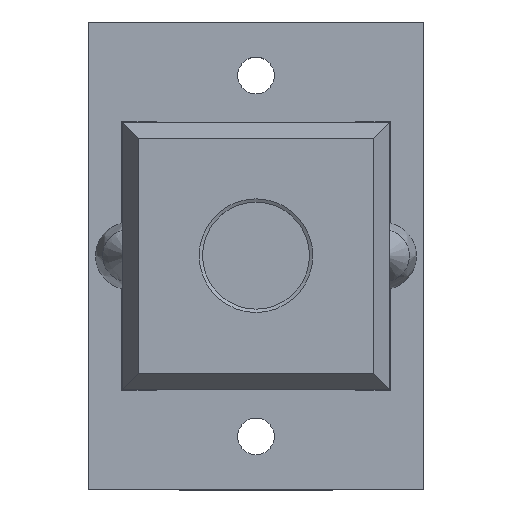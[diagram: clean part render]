
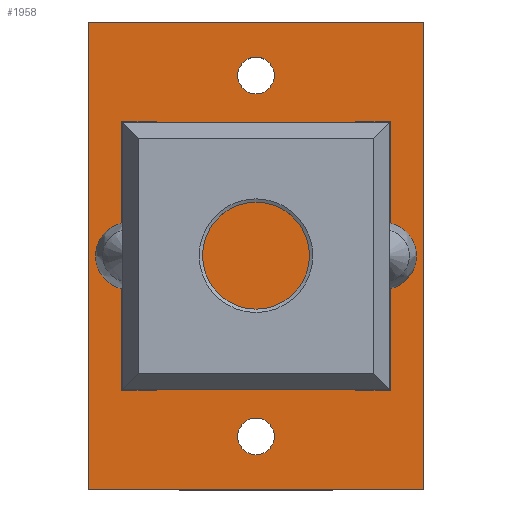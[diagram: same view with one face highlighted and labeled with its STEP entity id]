
A CAD part, top view. The second image highlights one B-rep face of the part: STEP entity #1958.
In plain terms, the highlighted planar face has unit normal (0, 0, 1).
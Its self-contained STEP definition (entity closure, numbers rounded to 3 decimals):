
#38=FACE_BOUND('',#245,.T.);
#39=FACE_BOUND('',#246,.T.);
#40=FACE_BOUND('',#247,.T.);
#41=FACE_BOUND('',#248,.T.);
#55=PLANE('',#2076);
#137=FACE_OUTER_BOUND('',#244,.T.);
#244=EDGE_LOOP('',(#1397,#1398,#1399,#1400));
#245=EDGE_LOOP('',(#1401));
#246=EDGE_LOOP('',(#1402));
#247=EDGE_LOOP('',(#1403,#1404,#1405,#1406,#1407,#1408,#1409,#1410,#1411,
#1412,#1413,#1414,#1415));
#248=EDGE_LOOP('',(#1416,#1417,#1418,#1419,#1420,#1421,#1422,#1423,#1424,
#1425,#1426,#1427,#1428));
#370=LINE('',#2799,#603);
#375=LINE('',#2810,#608);
#377=LINE('',#2815,#610);
#378=LINE('',#2817,#611);
#379=LINE('',#2819,#612);
#380=LINE('',#2820,#613);
#381=LINE('',#2831,#614);
#382=LINE('',#2833,#615);
#383=LINE('',#2835,#616);
#384=LINE('',#2837,#617);
#385=LINE('',#2839,#618);
#386=LINE('',#2843,#619);
#387=LINE('',#2845,#620);
#388=LINE('',#2847,#621);
#389=LINE('',#2849,#622);
#390=LINE('',#2850,#623);
#391=LINE('',#2852,#624);
#392=LINE('',#2854,#625);
#393=LINE('',#2855,#626);
#394=LINE('',#2857,#627);
#395=LINE('',#2859,#628);
#396=LINE('',#2861,#629);
#397=LINE('',#2863,#630);
#398=LINE('',#2864,#631);
#603=VECTOR('',#2260,10.);
#608=VECTOR('',#2269,10.);
#610=VECTOR('',#2273,10.);
#611=VECTOR('',#2274,10.);
#612=VECTOR('',#2275,10.);
#613=VECTOR('',#2276,10.);
#614=VECTOR('',#2285,10.);
#615=VECTOR('',#2286,10.);
#616=VECTOR('',#2287,10.);
#617=VECTOR('',#2288,10.);
#618=VECTOR('',#2289,10.);
#619=VECTOR('',#2292,10.);
#620=VECTOR('',#2293,10.);
#621=VECTOR('',#2294,10.);
#622=VECTOR('',#2295,10.);
#623=VECTOR('',#2296,10.);
#624=VECTOR('',#2297,10.);
#625=VECTOR('',#2298,10.);
#626=VECTOR('',#2299,10.);
#627=VECTOR('',#2300,10.);
#628=VECTOR('',#2301,10.);
#629=VECTOR('',#2302,10.);
#630=VECTOR('',#2303,10.);
#631=VECTOR('',#2304,10.);
#823=CIRCLE('',#2068,1.75);
#825=CIRCLE('',#2070,1.75);
#827=CIRCLE('',#2072,1.75);
#828=CIRCLE('',#2077,2.75);
#829=CIRCLE('',#2078,2.75);
#830=CIRCLE('',#2079,1.75);
#831=CIRCLE('',#2080,1.75);
#832=CIRCLE('',#2081,1.75);
#879=VERTEX_POINT('',#2775);
#880=VERTEX_POINT('',#2777);
#883=VERTEX_POINT('',#2783);
#884=VERTEX_POINT('',#2785);
#887=VERTEX_POINT('',#2791);
#889=VERTEX_POINT('',#2797);
#893=VERTEX_POINT('',#2809);
#894=VERTEX_POINT('',#2813);
#895=VERTEX_POINT('',#2814);
#896=VERTEX_POINT('',#2816);
#897=VERTEX_POINT('',#2818);
#898=VERTEX_POINT('',#2821);
#899=VERTEX_POINT('',#2823);
#900=VERTEX_POINT('',#2825);
#901=VERTEX_POINT('',#2826);
#902=VERTEX_POINT('',#2828);
#903=VERTEX_POINT('',#2830);
#904=VERTEX_POINT('',#2832);
#905=VERTEX_POINT('',#2834);
#906=VERTEX_POINT('',#2836);
#907=VERTEX_POINT('',#2838);
#908=VERTEX_POINT('',#2840);
#909=VERTEX_POINT('',#2842);
#910=VERTEX_POINT('',#2844);
#911=VERTEX_POINT('',#2846);
#912=VERTEX_POINT('',#2848);
#913=VERTEX_POINT('',#2851);
#914=VERTEX_POINT('',#2853);
#915=VERTEX_POINT('',#2856);
#916=VERTEX_POINT('',#2858);
#917=VERTEX_POINT('',#2860);
#918=VERTEX_POINT('',#2862);
#1075=EDGE_CURVE('',#880,#879,#823,.T.);
#1079=EDGE_CURVE('',#884,#883,#825,.T.);
#1083=EDGE_CURVE('',#879,#887,#827,.T.);
#1086=EDGE_CURVE('',#883,#889,#370,.T.);
#1091=EDGE_CURVE('',#893,#880,#375,.T.);
#1093=EDGE_CURVE('',#894,#895,#377,.T.);
#1094=EDGE_CURVE('',#895,#896,#378,.T.);
#1095=EDGE_CURVE('',#896,#897,#379,.T.);
#1096=EDGE_CURVE('',#897,#894,#380,.T.);
#1097=EDGE_CURVE('',#898,#898,#828,.T.);
#1098=EDGE_CURVE('',#899,#899,#829,.T.);
#1099=EDGE_CURVE('',#900,#901,#830,.T.);
#1100=EDGE_CURVE('',#901,#902,#831,.T.);
#1101=EDGE_CURVE('',#902,#903,#381,.T.);
#1102=EDGE_CURVE('',#903,#904,#382,.T.);
#1103=EDGE_CURVE('',#904,#905,#383,.T.);
#1104=EDGE_CURVE('',#905,#906,#384,.T.);
#1105=EDGE_CURVE('',#906,#907,#385,.T.);
#1106=EDGE_CURVE('',#907,#908,#832,.T.);
#1107=EDGE_CURVE('',#908,#909,#386,.T.);
#1108=EDGE_CURVE('',#909,#910,#387,.T.);
#1109=EDGE_CURVE('',#910,#911,#388,.T.);
#1110=EDGE_CURVE('',#911,#912,#389,.T.);
#1111=EDGE_CURVE('',#912,#900,#390,.T.);
#1112=EDGE_CURVE('',#889,#913,#391,.T.);
#1113=EDGE_CURVE('',#913,#914,#392,.T.);
#1114=EDGE_CURVE('',#914,#893,#393,.T.);
#1115=EDGE_CURVE('',#887,#915,#394,.T.);
#1116=EDGE_CURVE('',#915,#916,#395,.T.);
#1117=EDGE_CURVE('',#916,#917,#396,.T.);
#1118=EDGE_CURVE('',#917,#918,#397,.T.);
#1119=EDGE_CURVE('',#918,#884,#398,.T.);
#1397=ORIENTED_EDGE('',*,*,#1093,.T.);
#1398=ORIENTED_EDGE('',*,*,#1094,.T.);
#1399=ORIENTED_EDGE('',*,*,#1095,.T.);
#1400=ORIENTED_EDGE('',*,*,#1096,.T.);
#1401=ORIENTED_EDGE('',*,*,#1097,.T.);
#1402=ORIENTED_EDGE('',*,*,#1098,.T.);
#1403=ORIENTED_EDGE('',*,*,#1099,.T.);
#1404=ORIENTED_EDGE('',*,*,#1100,.T.);
#1405=ORIENTED_EDGE('',*,*,#1101,.T.);
#1406=ORIENTED_EDGE('',*,*,#1102,.T.);
#1407=ORIENTED_EDGE('',*,*,#1103,.T.);
#1408=ORIENTED_EDGE('',*,*,#1104,.T.);
#1409=ORIENTED_EDGE('',*,*,#1105,.T.);
#1410=ORIENTED_EDGE('',*,*,#1106,.T.);
#1411=ORIENTED_EDGE('',*,*,#1107,.T.);
#1412=ORIENTED_EDGE('',*,*,#1108,.T.);
#1413=ORIENTED_EDGE('',*,*,#1109,.T.);
#1414=ORIENTED_EDGE('',*,*,#1110,.T.);
#1415=ORIENTED_EDGE('',*,*,#1111,.T.);
#1416=ORIENTED_EDGE('',*,*,#1079,.T.);
#1417=ORIENTED_EDGE('',*,*,#1086,.T.);
#1418=ORIENTED_EDGE('',*,*,#1112,.T.);
#1419=ORIENTED_EDGE('',*,*,#1113,.T.);
#1420=ORIENTED_EDGE('',*,*,#1114,.T.);
#1421=ORIENTED_EDGE('',*,*,#1091,.T.);
#1422=ORIENTED_EDGE('',*,*,#1075,.T.);
#1423=ORIENTED_EDGE('',*,*,#1083,.T.);
#1424=ORIENTED_EDGE('',*,*,#1115,.T.);
#1425=ORIENTED_EDGE('',*,*,#1116,.T.);
#1426=ORIENTED_EDGE('',*,*,#1117,.T.);
#1427=ORIENTED_EDGE('',*,*,#1118,.T.);
#1428=ORIENTED_EDGE('',*,*,#1119,.T.);
#1958=ADVANCED_FACE('',(#137,#38,#39,#40,#41),#55,.F.);
#2068=AXIS2_PLACEMENT_3D('',#2778,#2242,#2243);
#2070=AXIS2_PLACEMENT_3D('',#2786,#2248,#2249);
#2072=AXIS2_PLACEMENT_3D('',#2793,#2254,#2255);
#2076=AXIS2_PLACEMENT_3D('',#2812,#2271,#2272);
#2077=AXIS2_PLACEMENT_3D('',#2822,#2277,#2278);
#2078=AXIS2_PLACEMENT_3D('',#2824,#2279,#2280);
#2079=AXIS2_PLACEMENT_3D('',#2827,#2281,#2282);
#2080=AXIS2_PLACEMENT_3D('',#2829,#2283,#2284);
#2081=AXIS2_PLACEMENT_3D('',#2841,#2290,#2291);
#2242=DIRECTION('center_axis',(0.,0.,-1.));
#2243=DIRECTION('ref_axis',(-1.,0.,0.));
#2248=DIRECTION('center_axis',(0.,0.,-1.));
#2249=DIRECTION('ref_axis',(-1.,0.,0.));
#2254=DIRECTION('center_axis',(0.,0.,-1.));
#2255=DIRECTION('ref_axis',(-1.,0.,0.));
#2260=DIRECTION('',(0.,1.,0.));
#2269=DIRECTION('',(0.,-1.,0.));
#2271=DIRECTION('center_axis',(0.,0.,-1.));
#2272=DIRECTION('ref_axis',(0.,-1.,0.));
#2273=DIRECTION('',(1.,0.,0.));
#2274=DIRECTION('',(0.,1.,0.));
#2275=DIRECTION('',(-1.,0.,0.));
#2276=DIRECTION('',(0.,-1.,0.));
#2277=DIRECTION('center_axis',(0.,0.,-1.));
#2278=DIRECTION('ref_axis',(0.,1.,0.));
#2279=DIRECTION('center_axis',(0.,0.,-1.));
#2280=DIRECTION('ref_axis',(0.,1.,0.));
#2281=DIRECTION('center_axis',(0.,0.,-1.));
#2282=DIRECTION('ref_axis',(-1.,0.,0.));
#2283=DIRECTION('center_axis',(0.,0.,-1.));
#2284=DIRECTION('ref_axis',(-1.,0.,0.));
#2285=DIRECTION('',(0.,-1.,0.));
#2286=DIRECTION('',(-1.,0.,0.));
#2287=DIRECTION('',(0.,1.,0.));
#2288=DIRECTION('',(1.,0.,0.));
#2289=DIRECTION('',(0.,1.,0.));
#2290=DIRECTION('center_axis',(0.,0.,-1.));
#2291=DIRECTION('ref_axis',(-1.,0.,0.));
#2292=DIRECTION('',(0.,1.,0.));
#2293=DIRECTION('',(-1.,0.,0.));
#2294=DIRECTION('',(0.,1.,0.));
#2295=DIRECTION('',(1.,0.,0.));
#2296=DIRECTION('',(0.,-1.,0.));
#2297=DIRECTION('',(1.,0.,0.));
#2298=DIRECTION('',(0.,-1.,0.));
#2299=DIRECTION('',(-1.,0.,0.));
#2300=DIRECTION('',(0.,-1.,0.));
#2301=DIRECTION('',(1.,0.,0.));
#2302=DIRECTION('',(0.,-1.,0.));
#2303=DIRECTION('',(-1.,0.,0.));
#2304=DIRECTION('',(0.,1.,0.));
#2775=CARTESIAN_POINT('',(2.75,110.,0.));
#2777=CARTESIAN_POINT('',(2.1,111.361,0.));
#2778=CARTESIAN_POINT('Origin',(1.,110.,0.));
#2783=CARTESIAN_POINT('',(-0.1,111.361,0.));
#2785=CARTESIAN_POINT('',(-0.1,108.639,0.));
#2786=CARTESIAN_POINT('Origin',(1.,110.,0.));
#2791=CARTESIAN_POINT('',(2.1,108.639,0.));
#2793=CARTESIAN_POINT('Origin',(1.,110.,0.));
#2797=CARTESIAN_POINT('',(-0.1,130.1,0.));
#2799=CARTESIAN_POINT('',(-0.1,112.5,0.));
#2809=CARTESIAN_POINT('',(2.1,127.9,0.));
#2810=CARTESIAN_POINT('',(2.1,112.5,0.));
#2812=CARTESIAN_POINT('Origin',(20.,110.,0.));
#2813=CARTESIAN_POINT('',(-5.,75.,0.));
#2814=CARTESIAN_POINT('',(45.,75.,0.));
#2815=CARTESIAN_POINT('',(20.,75.,0.));
#2816=CARTESIAN_POINT('',(45.,145.,0.));
#2817=CARTESIAN_POINT('',(45.,110.,0.));
#2818=CARTESIAN_POINT('',(-5.,145.,0.));
#2819=CARTESIAN_POINT('',(20.,145.,0.));
#2820=CARTESIAN_POINT('',(-5.,110.,0.));
#2821=CARTESIAN_POINT('',(20.,80.25,0.));
#2822=CARTESIAN_POINT('Origin',(20.,83.,0.));
#2823=CARTESIAN_POINT('',(20.,134.25,0.));
#2824=CARTESIAN_POINT('Origin',(20.,137.,0.));
#2825=CARTESIAN_POINT('',(40.1,111.361,0.));
#2826=CARTESIAN_POINT('',(40.75,110.,0.));
#2827=CARTESIAN_POINT('Origin',(39.,110.,0.));
#2828=CARTESIAN_POINT('',(40.1,108.639,0.));
#2829=CARTESIAN_POINT('Origin',(39.,110.,0.));
#2830=CARTESIAN_POINT('',(40.1,89.9,0.));
#2831=CARTESIAN_POINT('',(40.1,112.5,0.));
#2832=CARTESIAN_POINT('',(34.9,89.9,0.));
#2833=CARTESIAN_POINT('',(17.5,89.9,0.));
#2834=CARTESIAN_POINT('',(34.9,92.1,0.));
#2835=CARTESIAN_POINT('',(34.9,114.75,0.));
#2836=CARTESIAN_POINT('',(37.9,92.1,0.));
#2837=CARTESIAN_POINT('',(17.5,92.1,0.));
#2838=CARTESIAN_POINT('',(37.9,108.639,0.));
#2839=CARTESIAN_POINT('',(37.9,112.5,0.));
#2840=CARTESIAN_POINT('',(37.9,111.361,0.));
#2841=CARTESIAN_POINT('Origin',(39.,110.,0.));
#2842=CARTESIAN_POINT('',(37.9,127.9,0.));
#2843=CARTESIAN_POINT('',(37.9,112.5,0.));
#2844=CARTESIAN_POINT('',(34.9,127.9,0.));
#2845=CARTESIAN_POINT('',(17.5,127.9,0.));
#2846=CARTESIAN_POINT('',(34.9,130.1,0.));
#2847=CARTESIAN_POINT('',(34.9,114.75,0.));
#2848=CARTESIAN_POINT('',(40.1,130.1,0.));
#2849=CARTESIAN_POINT('',(17.5,130.1,0.));
#2850=CARTESIAN_POINT('',(40.1,112.5,0.));
#2851=CARTESIAN_POINT('',(5.1,130.1,0.));
#2852=CARTESIAN_POINT('',(17.5,130.1,0.));
#2853=CARTESIAN_POINT('',(5.1,127.9,0.));
#2854=CARTESIAN_POINT('',(5.1,114.75,0.));
#2855=CARTESIAN_POINT('',(17.5,127.9,0.));
#2856=CARTESIAN_POINT('',(2.1,92.1,0.));
#2857=CARTESIAN_POINT('',(2.1,112.5,0.));
#2858=CARTESIAN_POINT('',(5.1,92.1,0.));
#2859=CARTESIAN_POINT('',(17.5,92.1,0.));
#2860=CARTESIAN_POINT('',(5.1,89.9,0.));
#2861=CARTESIAN_POINT('',(5.1,114.75,0.));
#2862=CARTESIAN_POINT('',(-0.1,89.9,0.));
#2863=CARTESIAN_POINT('',(17.5,89.9,0.));
#2864=CARTESIAN_POINT('',(-0.1,112.5,0.));
